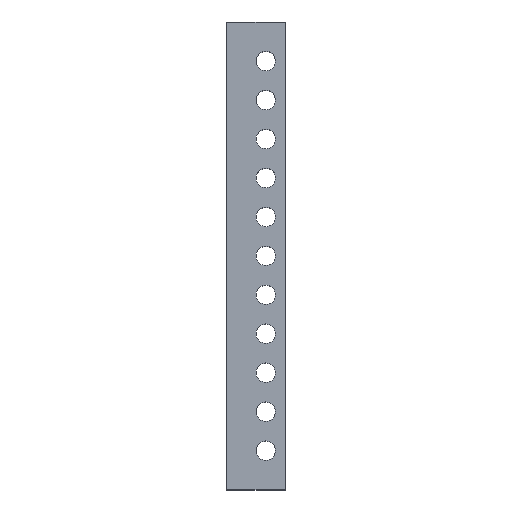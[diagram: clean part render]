
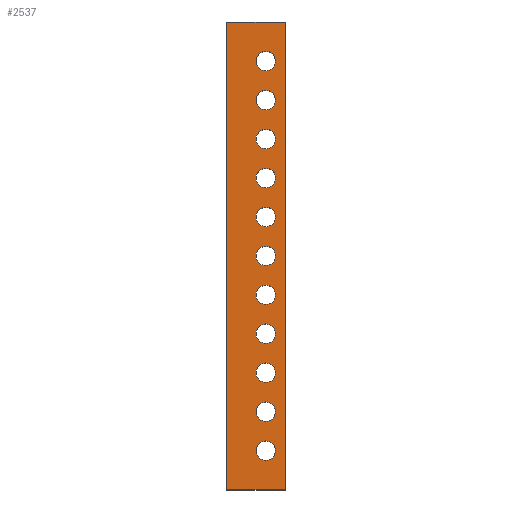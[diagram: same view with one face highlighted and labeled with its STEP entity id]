
A CAD part, top view. The second image highlights one B-rep face of the part: STEP entity #2537.
In plain terms, the highlighted planar face has unit normal (0, 0, 1).
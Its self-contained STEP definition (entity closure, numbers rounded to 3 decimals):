
#24 = VERTEX_POINT('',#25);
#25 = CARTESIAN_POINT('',(-14.,88.,2.5));
#31 = EDGE_CURVE('',#32,#24,#34,.T.);
#32 = VERTEX_POINT('',#33);
#33 = CARTESIAN_POINT('',(-18.,88.,2.5));
#34 = CIRCLE('',#35,2.);
#35 = AXIS2_PLACEMENT_3D('',#36,#37,#38);
#36 = CARTESIAN_POINT('',(-16.,88.,2.5));
#37 = DIRECTION('',(0.,0.,1.));
#38 = DIRECTION('',(1.,0.,-0.));
#66 = VERTEX_POINT('',#67);
#67 = CARTESIAN_POINT('',(-14.,80.,2.5));
#73 = EDGE_CURVE('',#74,#66,#76,.T.);
#74 = VERTEX_POINT('',#75);
#75 = CARTESIAN_POINT('',(-18.,80.,2.5));
#76 = CIRCLE('',#77,2.);
#77 = AXIS2_PLACEMENT_3D('',#78,#79,#80);
#78 = CARTESIAN_POINT('',(-16.,80.,2.5));
#79 = DIRECTION('',(0.,0.,1.));
#80 = DIRECTION('',(1.,0.,-0.));
#108 = VERTEX_POINT('',#109);
#109 = CARTESIAN_POINT('',(-14.,72.,2.5));
#115 = EDGE_CURVE('',#116,#108,#118,.T.);
#116 = VERTEX_POINT('',#117);
#117 = CARTESIAN_POINT('',(-18.,72.,2.5));
#118 = CIRCLE('',#119,2.);
#119 = AXIS2_PLACEMENT_3D('',#120,#121,#122);
#120 = CARTESIAN_POINT('',(-16.,72.,2.5));
#121 = DIRECTION('',(0.,0.,1.));
#122 = DIRECTION('',(1.,0.,-0.));
#150 = VERTEX_POINT('',#151);
#151 = CARTESIAN_POINT('',(-14.,64.,2.5));
#157 = EDGE_CURVE('',#158,#150,#160,.T.);
#158 = VERTEX_POINT('',#159);
#159 = CARTESIAN_POINT('',(-18.,64.,2.5));
#160 = CIRCLE('',#161,2.);
#161 = AXIS2_PLACEMENT_3D('',#162,#163,#164);
#162 = CARTESIAN_POINT('',(-16.,64.,2.5));
#163 = DIRECTION('',(0.,0.,1.));
#164 = DIRECTION('',(1.,0.,-0.));
#192 = VERTEX_POINT('',#193);
#193 = CARTESIAN_POINT('',(-14.,56.,2.5));
#199 = EDGE_CURVE('',#200,#192,#202,.T.);
#200 = VERTEX_POINT('',#201);
#201 = CARTESIAN_POINT('',(-18.,56.,2.5));
#202 = CIRCLE('',#203,2.);
#203 = AXIS2_PLACEMENT_3D('',#204,#205,#206);
#204 = CARTESIAN_POINT('',(-16.,56.,2.5));
#205 = DIRECTION('',(0.,0.,1.));
#206 = DIRECTION('',(1.,0.,-0.));
#234 = VERTEX_POINT('',#235);
#235 = CARTESIAN_POINT('',(-14.,48.,2.5));
#241 = EDGE_CURVE('',#242,#234,#244,.T.);
#242 = VERTEX_POINT('',#243);
#243 = CARTESIAN_POINT('',(-18.,48.,2.5));
#244 = CIRCLE('',#245,2.);
#245 = AXIS2_PLACEMENT_3D('',#246,#247,#248);
#246 = CARTESIAN_POINT('',(-16.,48.,2.5));
#247 = DIRECTION('',(0.,0.,1.));
#248 = DIRECTION('',(1.,0.,-0.));
#276 = VERTEX_POINT('',#277);
#277 = CARTESIAN_POINT('',(-14.,40.,2.5));
#283 = EDGE_CURVE('',#284,#276,#286,.T.);
#284 = VERTEX_POINT('',#285);
#285 = CARTESIAN_POINT('',(-18.,40.,2.5));
#286 = CIRCLE('',#287,2.);
#287 = AXIS2_PLACEMENT_3D('',#288,#289,#290);
#288 = CARTESIAN_POINT('',(-16.,40.,2.5));
#289 = DIRECTION('',(0.,0.,1.));
#290 = DIRECTION('',(1.,0.,-0.));
#318 = VERTEX_POINT('',#319);
#319 = CARTESIAN_POINT('',(-14.,32.,2.5));
#325 = EDGE_CURVE('',#326,#318,#328,.T.);
#326 = VERTEX_POINT('',#327);
#327 = CARTESIAN_POINT('',(-18.,32.,2.5));
#328 = CIRCLE('',#329,2.);
#329 = AXIS2_PLACEMENT_3D('',#330,#331,#332);
#330 = CARTESIAN_POINT('',(-16.,32.,2.5));
#331 = DIRECTION('',(0.,0.,1.));
#332 = DIRECTION('',(1.,0.,-0.));
#360 = VERTEX_POINT('',#361);
#361 = CARTESIAN_POINT('',(-14.,24.,2.5));
#367 = EDGE_CURVE('',#368,#360,#370,.T.);
#368 = VERTEX_POINT('',#369);
#369 = CARTESIAN_POINT('',(-18.,24.,2.5));
#370 = CIRCLE('',#371,2.);
#371 = AXIS2_PLACEMENT_3D('',#372,#373,#374);
#372 = CARTESIAN_POINT('',(-16.,24.,2.5));
#373 = DIRECTION('',(0.,0.,1.));
#374 = DIRECTION('',(1.,0.,-0.));
#402 = VERTEX_POINT('',#403);
#403 = CARTESIAN_POINT('',(-14.,16.,2.5));
#409 = EDGE_CURVE('',#410,#402,#412,.T.);
#410 = VERTEX_POINT('',#411);
#411 = CARTESIAN_POINT('',(-18.,16.,2.5));
#412 = CIRCLE('',#413,2.);
#413 = AXIS2_PLACEMENT_3D('',#414,#415,#416);
#414 = CARTESIAN_POINT('',(-16.,16.,2.5));
#415 = DIRECTION('',(0.,0.,1.));
#416 = DIRECTION('',(1.,0.,-0.));
#906 = VERTEX_POINT('',#907);
#907 = CARTESIAN_POINT('',(-14.,8.,2.5));
#913 = EDGE_CURVE('',#914,#906,#916,.T.);
#914 = VERTEX_POINT('',#915);
#915 = CARTESIAN_POINT('',(-18.,8.,2.5));
#916 = CIRCLE('',#917,2.);
#917 = AXIS2_PLACEMENT_3D('',#918,#919,#920);
#918 = CARTESIAN_POINT('',(-16.,8.,2.5));
#919 = DIRECTION('',(0.,0.,1.));
#920 = DIRECTION('',(1.,0.,-0.));
#2537 = ADVANCED_FACE('',(#2538,#2548,#2558,#2592,#2602,#2612,#2622,
    #2632,#2642,#2652,#2662,#2672),#2682,.F.);
#2538 = FACE_BOUND('',#2539,.T.);
#2539 = EDGE_LOOP('',(#2540,#2547));
#2540 = ORIENTED_EDGE('',*,*,#2541,.F.);
#2541 = EDGE_CURVE('',#402,#410,#2542,.T.);
#2542 = CIRCLE('',#2543,2.);
#2543 = AXIS2_PLACEMENT_3D('',#2544,#2545,#2546);
#2544 = CARTESIAN_POINT('',(-16.,16.,2.5));
#2545 = DIRECTION('',(0.,0.,1.));
#2546 = DIRECTION('',(1.,0.,-0.));
#2547 = ORIENTED_EDGE('',*,*,#409,.F.);
#2548 = FACE_BOUND('',#2549,.T.);
#2549 = EDGE_LOOP('',(#2550,#2557));
#2550 = ORIENTED_EDGE('',*,*,#2551,.F.);
#2551 = EDGE_CURVE('',#906,#914,#2552,.T.);
#2552 = CIRCLE('',#2553,2.);
#2553 = AXIS2_PLACEMENT_3D('',#2554,#2555,#2556);
#2554 = CARTESIAN_POINT('',(-16.,8.,2.5));
#2555 = DIRECTION('',(0.,0.,1.));
#2556 = DIRECTION('',(1.,0.,-0.));
#2557 = ORIENTED_EDGE('',*,*,#913,.F.);
#2558 = FACE_BOUND('',#2559,.T.);
#2559 = EDGE_LOOP('',(#2560,#2570,#2578,#2586));
#2560 = ORIENTED_EDGE('',*,*,#2561,.T.);
#2561 = EDGE_CURVE('',#2562,#2564,#2566,.T.);
#2562 = VERTEX_POINT('',#2563);
#2563 = CARTESIAN_POINT('',(-24.,0.,2.5));
#2564 = VERTEX_POINT('',#2565);
#2565 = CARTESIAN_POINT('',(-12.,0.,2.5));
#2566 = LINE('',#2567,#2568);
#2567 = CARTESIAN_POINT('',(24.,0.,2.5));
#2568 = VECTOR('',#2569,1.);
#2569 = DIRECTION('',(1.,-0.,0.));
#2570 = ORIENTED_EDGE('',*,*,#2571,.T.);
#2571 = EDGE_CURVE('',#2564,#2572,#2574,.T.);
#2572 = VERTEX_POINT('',#2573);
#2573 = CARTESIAN_POINT('',(-12.,96.,2.5));
#2574 = LINE('',#2575,#2576);
#2575 = CARTESIAN_POINT('',(-12.,-9.823,2.5));
#2576 = VECTOR('',#2577,1.);
#2577 = DIRECTION('',(0.,1.,0.));
#2578 = ORIENTED_EDGE('',*,*,#2579,.F.);
#2579 = EDGE_CURVE('',#2580,#2572,#2582,.T.);
#2580 = VERTEX_POINT('',#2581);
#2581 = CARTESIAN_POINT('',(-24.,96.,2.5));
#2582 = LINE('',#2583,#2584);
#2583 = CARTESIAN_POINT('',(24.,96.,2.5));
#2584 = VECTOR('',#2585,1.);
#2585 = DIRECTION('',(1.,-0.,0.));
#2586 = ORIENTED_EDGE('',*,*,#2587,.T.);
#2587 = EDGE_CURVE('',#2580,#2562,#2588,.T.);
#2588 = LINE('',#2589,#2590);
#2589 = CARTESIAN_POINT('',(-24.,96.,2.5));
#2590 = VECTOR('',#2591,1.);
#2591 = DIRECTION('',(-0.,-1.,-0.));
#2592 = FACE_BOUND('',#2593,.T.);
#2593 = EDGE_LOOP('',(#2594,#2601));
#2594 = ORIENTED_EDGE('',*,*,#2595,.F.);
#2595 = EDGE_CURVE('',#360,#368,#2596,.T.);
#2596 = CIRCLE('',#2597,2.);
#2597 = AXIS2_PLACEMENT_3D('',#2598,#2599,#2600);
#2598 = CARTESIAN_POINT('',(-16.,24.,2.5));
#2599 = DIRECTION('',(0.,0.,1.));
#2600 = DIRECTION('',(1.,0.,-0.));
#2601 = ORIENTED_EDGE('',*,*,#367,.F.);
#2602 = FACE_BOUND('',#2603,.T.);
#2603 = EDGE_LOOP('',(#2604,#2611));
#2604 = ORIENTED_EDGE('',*,*,#2605,.F.);
#2605 = EDGE_CURVE('',#318,#326,#2606,.T.);
#2606 = CIRCLE('',#2607,2.);
#2607 = AXIS2_PLACEMENT_3D('',#2608,#2609,#2610);
#2608 = CARTESIAN_POINT('',(-16.,32.,2.5));
#2609 = DIRECTION('',(0.,0.,1.));
#2610 = DIRECTION('',(1.,0.,-0.));
#2611 = ORIENTED_EDGE('',*,*,#325,.F.);
#2612 = FACE_BOUND('',#2613,.T.);
#2613 = EDGE_LOOP('',(#2614,#2621));
#2614 = ORIENTED_EDGE('',*,*,#2615,.F.);
#2615 = EDGE_CURVE('',#276,#284,#2616,.T.);
#2616 = CIRCLE('',#2617,2.);
#2617 = AXIS2_PLACEMENT_3D('',#2618,#2619,#2620);
#2618 = CARTESIAN_POINT('',(-16.,40.,2.5));
#2619 = DIRECTION('',(0.,0.,1.));
#2620 = DIRECTION('',(1.,0.,-0.));
#2621 = ORIENTED_EDGE('',*,*,#283,.F.);
#2622 = FACE_BOUND('',#2623,.T.);
#2623 = EDGE_LOOP('',(#2624,#2631));
#2624 = ORIENTED_EDGE('',*,*,#2625,.F.);
#2625 = EDGE_CURVE('',#234,#242,#2626,.T.);
#2626 = CIRCLE('',#2627,2.);
#2627 = AXIS2_PLACEMENT_3D('',#2628,#2629,#2630);
#2628 = CARTESIAN_POINT('',(-16.,48.,2.5));
#2629 = DIRECTION('',(0.,0.,1.));
#2630 = DIRECTION('',(1.,0.,-0.));
#2631 = ORIENTED_EDGE('',*,*,#241,.F.);
#2632 = FACE_BOUND('',#2633,.T.);
#2633 = EDGE_LOOP('',(#2634,#2641));
#2634 = ORIENTED_EDGE('',*,*,#2635,.F.);
#2635 = EDGE_CURVE('',#192,#200,#2636,.T.);
#2636 = CIRCLE('',#2637,2.);
#2637 = AXIS2_PLACEMENT_3D('',#2638,#2639,#2640);
#2638 = CARTESIAN_POINT('',(-16.,56.,2.5));
#2639 = DIRECTION('',(0.,0.,1.));
#2640 = DIRECTION('',(1.,0.,-0.));
#2641 = ORIENTED_EDGE('',*,*,#199,.F.);
#2642 = FACE_BOUND('',#2643,.T.);
#2643 = EDGE_LOOP('',(#2644,#2651));
#2644 = ORIENTED_EDGE('',*,*,#2645,.F.);
#2645 = EDGE_CURVE('',#150,#158,#2646,.T.);
#2646 = CIRCLE('',#2647,2.);
#2647 = AXIS2_PLACEMENT_3D('',#2648,#2649,#2650);
#2648 = CARTESIAN_POINT('',(-16.,64.,2.5));
#2649 = DIRECTION('',(0.,0.,1.));
#2650 = DIRECTION('',(1.,0.,-0.));
#2651 = ORIENTED_EDGE('',*,*,#157,.F.);
#2652 = FACE_BOUND('',#2653,.T.);
#2653 = EDGE_LOOP('',(#2654,#2661));
#2654 = ORIENTED_EDGE('',*,*,#2655,.F.);
#2655 = EDGE_CURVE('',#108,#116,#2656,.T.);
#2656 = CIRCLE('',#2657,2.);
#2657 = AXIS2_PLACEMENT_3D('',#2658,#2659,#2660);
#2658 = CARTESIAN_POINT('',(-16.,72.,2.5));
#2659 = DIRECTION('',(0.,0.,1.));
#2660 = DIRECTION('',(1.,0.,-0.));
#2661 = ORIENTED_EDGE('',*,*,#115,.F.);
#2662 = FACE_BOUND('',#2663,.T.);
#2663 = EDGE_LOOP('',(#2664,#2671));
#2664 = ORIENTED_EDGE('',*,*,#2665,.F.);
#2665 = EDGE_CURVE('',#66,#74,#2666,.T.);
#2666 = CIRCLE('',#2667,2.);
#2667 = AXIS2_PLACEMENT_3D('',#2668,#2669,#2670);
#2668 = CARTESIAN_POINT('',(-16.,80.,2.5));
#2669 = DIRECTION('',(0.,0.,1.));
#2670 = DIRECTION('',(1.,0.,-0.));
#2671 = ORIENTED_EDGE('',*,*,#73,.F.);
#2672 = FACE_BOUND('',#2673,.T.);
#2673 = EDGE_LOOP('',(#2674,#2681));
#2674 = ORIENTED_EDGE('',*,*,#2675,.F.);
#2675 = EDGE_CURVE('',#24,#32,#2676,.T.);
#2676 = CIRCLE('',#2677,2.);
#2677 = AXIS2_PLACEMENT_3D('',#2678,#2679,#2680);
#2678 = CARTESIAN_POINT('',(-16.,88.,2.5));
#2679 = DIRECTION('',(0.,0.,1.));
#2680 = DIRECTION('',(1.,0.,-0.));
#2681 = ORIENTED_EDGE('',*,*,#31,.F.);
#2682 = PLANE('',#2683);
#2683 = AXIS2_PLACEMENT_3D('',#2684,#2685,#2686);
#2684 = CARTESIAN_POINT('',(24.,96.,2.5));
#2685 = DIRECTION('',(0.,0.,-1.));
#2686 = DIRECTION('',(-1.,0.,0.));
